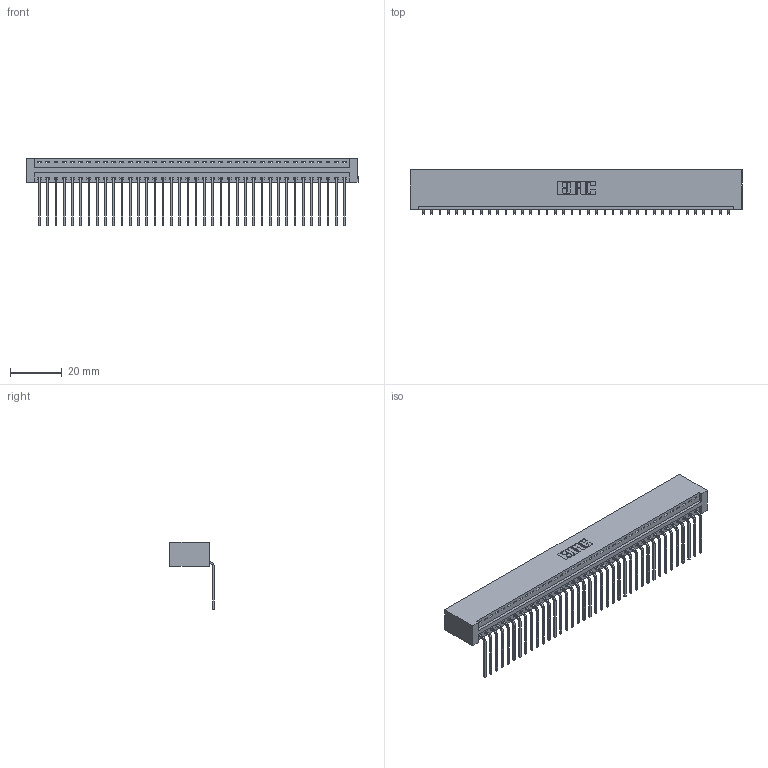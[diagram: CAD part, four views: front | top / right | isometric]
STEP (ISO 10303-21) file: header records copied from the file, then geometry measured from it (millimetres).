
FILE_DESCRIPTION (( 'STEP AP203' ), '1' );
FILE_NAME ('346-038-559-101.STEP', '2022-05-07T05:48:35', ( '' ), ( '' ), 'SwSTEP 2.0', 'SolidWorks 2020', '' );
FILE_SCHEMA (( 'CONFIG_CONTROL_DESIGN' ));
Length unit declared in the file: inch
Products named in the file (3): 346 Part_No Mounting Lugs; 346-038-559-101; 345-292-001_558 559 Tail - 1
Assembly tree (39 placements, depth 2):
  346-038-559-101
    346 Part_No Mounting Lugs
    345-292-001_558 559 Tail - 1  x38
Bounding box: 127.89 x 17.08 x 26.16 mm (x, y, z)
Volume: 12890.3 mm3; surface area: 16898.4 mm2
Topology: 39 solids, 39 shells, 2394 faces, 7221 edges, 4762 vertices
Faces by surface type: plane 1668, cylinder 726
Entity records: 23929 total; most frequent: CARTESIAN_POINT 4110, ORIENTED_EDGE 4082, DIRECTION 3625, EDGE_CURVE 2041, VECTOR 1765, LINE 1765, VERTEX_POINT 1358, AXIS2_PLACEMENT_3D 930
